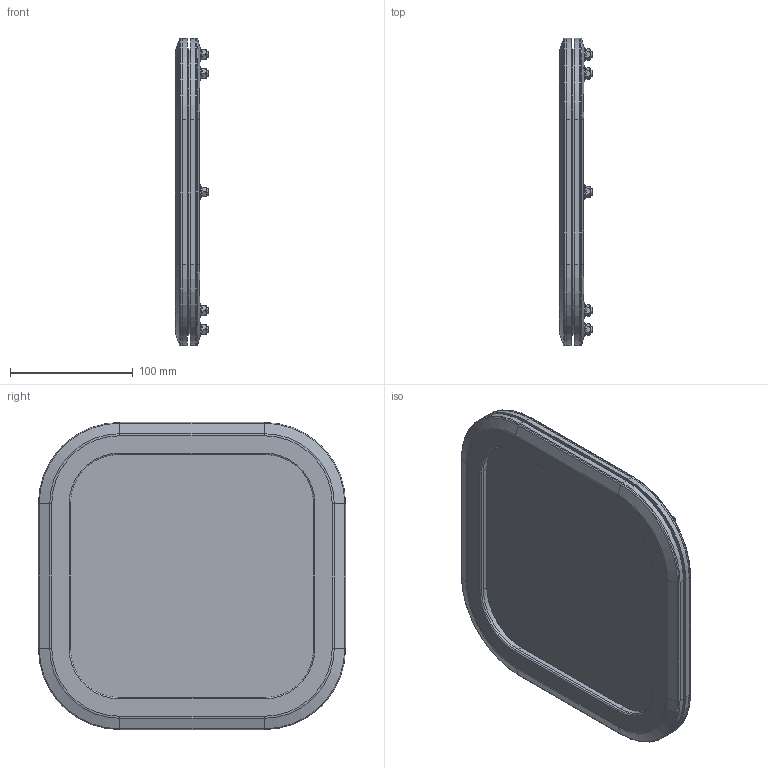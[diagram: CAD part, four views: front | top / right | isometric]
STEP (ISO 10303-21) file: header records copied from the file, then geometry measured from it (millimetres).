
FILE_DESCRIPTION (( 'STEP AP203' ), '1' );
FILE_NAME ('sone3D.STEP', '2016-10-07T06:20:23', ( '' ), ( '' ), 'SwSTEP 2.0', 'SolidWorks 2014', '' );
FILE_SCHEMA (( 'CONFIG_CONTROL_DESIGN' ));
Length unit declared in the file: millimetre
Products named in the file (11): c-463-2020ゴムパッキン_2020外側; c-463_内枠_2020; 止めネジ M5×20_JIS B 1177 Cup point M5 x 20 --N; フランジナット_M5_JIS_JIS B 1190 M5 --N; c-463_外枠_2020; ナット; c-463-2020_スポンジパッキン_2020外側; c-463-2020_スポンジパッキン_2020内側; sone3D; c-463_ガラス_B-2020; c-463-2020ゴムパッキン_2020内側
Assembly tree (17 placements, depth 3):
  sone3D
    c-463_外枠_2020
    c-463-2020_スポンジパッキン_2020外側
    c-463-2020_スポンジパッキン_2020内側
    c-463_ガラス_B-2020
    c-463-2020ゴムパッキン_2020内側
    c-463-2020ゴムパッキン_2020外側
    c-463_内枠_2020
    ナット  x8
      止めネジ M5×20_JIS B 1177 Cup point M5 x 20 --N
      フランジナット_M5_JIS_JIS B 1190 M5 --N
Bounding box: 27 x 250 x 250 mm (x, y, z)
Volume: 526529.1 mm3; surface area: 284387 mm2
Topology: 23 solids, 23 shells, 663 faces, 1572 edges, 956 vertices
Faces by surface type: plane 263, cylinder 176, cone 132, bspline 48, torus 44
Entity records: 12793 total; most frequent: CARTESIAN_POINT 2467, DIRECTION 1972, ORIENTED_EDGE 1824, EDGE_CURVE 912, AXIS2_PLACEMENT_3D 736, VERTEX_POINT 571, LINE 500, VECTOR 500
